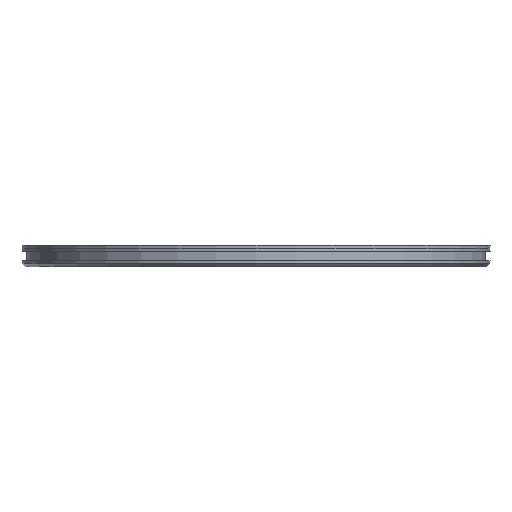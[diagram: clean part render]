
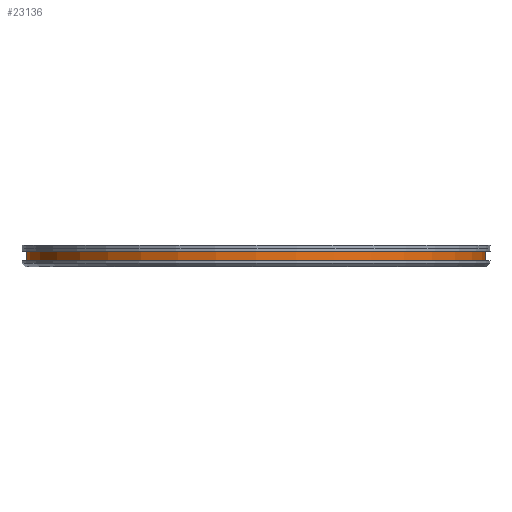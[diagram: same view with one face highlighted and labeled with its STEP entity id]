
A CAD part, front view. The second image highlights one B-rep face of the part: STEP entity #23136.
In plain terms, the highlighted cylindrical face has radius 50.317 mm (diameter 100.635 mm), a partial arc.
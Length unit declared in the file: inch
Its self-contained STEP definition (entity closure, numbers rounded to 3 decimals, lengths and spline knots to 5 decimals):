
#3626=CARTESIAN_POINT('',(0.,0.,-0.054));
#3627=DIRECTION('',(0.,0.,-1.));
#3628=DIRECTION('',(1.,0.,0.));
#3629=AXIS2_PLACEMENT_3D('',#3626,#3627,#3628);
#3636=DIRECTION('',(0.,0.,1.));
#3637=VECTOR('',#3636,0.07986);
#3638=CARTESIAN_POINT('',(-1.981,0.,-0.13386));
#3639=LINE('',#3638,#3637);
#3640=DIRECTION('',(0.,0.,-1.));
#3641=VECTOR('',#3640,0.07986);
#3642=CARTESIAN_POINT('',(1.981,0.,-0.054));
#3643=LINE('',#3642,#3641);
#3644=CARTESIAN_POINT('',(0.,0.,-0.13386));
#3645=DIRECTION('',(0.,0.,-1.));
#3646=DIRECTION('',(1.,0.,0.));
#3647=AXIS2_PLACEMENT_3D('',#3644,#3645,#3646);
#22197=CARTESIAN_POINT('',(1.981,0.,-0.13386));
#22198=CARTESIAN_POINT('',(-1.981,0.,-0.13386));
#22199=VERTEX_POINT('',#22197);
#22200=VERTEX_POINT('',#22198);
#22205=CARTESIAN_POINT('',(1.981,0.,-0.054));
#22206=CARTESIAN_POINT('',(-1.981,0.,-0.054));
#22207=VERTEX_POINT('',#22205);
#22208=VERTEX_POINT('',#22206);
#23122=CARTESIAN_POINT('',(0.,0.,-0.1378));
#23123=DIRECTION('',(0.,0.,1.));
#23124=DIRECTION('',(-1.,0.,0.));
#23125=AXIS2_PLACEMENT_3D('',#23122,#23123,#23124);
#23126=CYLINDRICAL_SURFACE('',#23125,1.981);
#23128=ORIENTED_EDGE('',*,*,#23127,.T.);
#23129=ORIENTED_EDGE('',*,*,#23115,.F.);
#23131=ORIENTED_EDGE('',*,*,#23130,.T.);
#23133=ORIENTED_EDGE('',*,*,#23132,.T.);
#23134=EDGE_LOOP('',(#23128,#23129,#23131,#23133));
#23135=FACE_OUTER_BOUND('',#23134,.F.);
#23136=ADVANCED_FACE('',(#23135),#23126,.T.);
#3630=CIRCLE('',#3629,1.981);
#3648=CIRCLE('',#3647,1.981);
#23115=EDGE_CURVE('',#22207,#22208,#3630,.T.);
#23127=EDGE_CURVE('',#22200,#22208,#3639,.T.);
#23130=EDGE_CURVE('',#22207,#22199,#3643,.T.);
#23132=EDGE_CURVE('',#22199,#22200,#3648,.T.);
